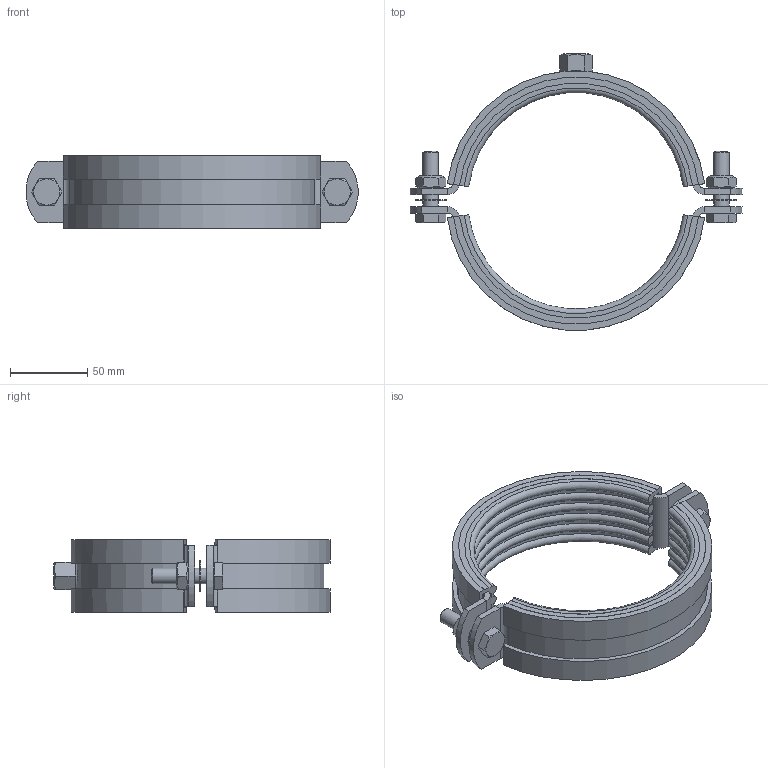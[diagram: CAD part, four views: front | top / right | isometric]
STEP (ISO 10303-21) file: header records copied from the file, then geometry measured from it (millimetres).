
FILE_DESCRIPTION((''),'2;1');
FILE_NAME('122425.stp','2011-07-13T10:46:50',('DMK009'),(''),'Autodesk Inventor 2012','Autodesk Inventor 2012','');
FILE_SCHEMA(('AUTOMOTIVE_DESIGN { 1 0 10303 214 1 1 1 1 }'));
Length unit declared in the file: millimetre
Products named in the file (1): 122425
Bounding box: 214.8 x 178.7 x 47 mm (x, y, z)
Volume: 241035.9 mm3; surface area: 148586.6 mm2
Topology: 1 solids, 1 shells, 228 faces, 578 edges, 364 vertices
Faces by surface type: plane 103, cylinder 77, torus 24, cone 23, sphere 1
Full cylindrical faces by diameter (mm): 9.188 x2, 10 x6, 10.106 x1, 11 x4, 15.4 x2, 20 x2
Entity records: 6920 total; most frequent: CARTESIAN_POINT 1294, DIRECTION 1192, ORIENTED_EDGE 1082, EDGE_CURVE 541, AXIS2_PLACEMENT_3D 481, VERTEX_POINT 355, EDGE_LOOP 286, CIRCLE 248
